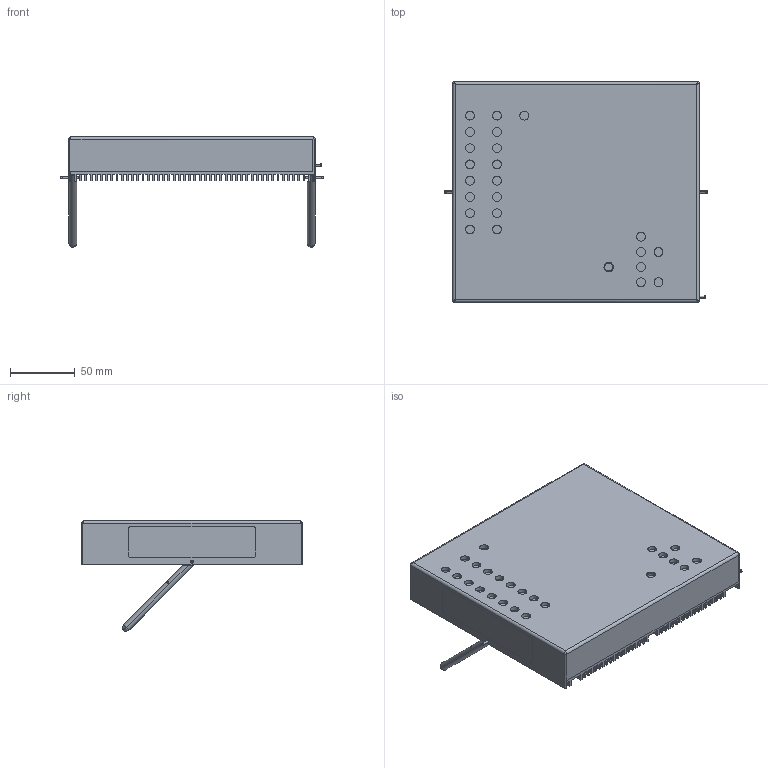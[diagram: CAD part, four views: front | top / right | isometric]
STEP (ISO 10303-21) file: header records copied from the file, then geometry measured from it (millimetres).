
FILE_DESCRIPTION (( 'STEP AP214' ), '1' );
FILE_NAME ('VenusLite×°ÅäÌåv7.STEP', '2025-07-08T13:26:16', ( '' ), ( '' ), 'SwSTEP 2.0', 'SolidWorks 2024', '' );
FILE_SCHEMA (( 'AUTOMOTIVE_DESIGN' ));
Length unit declared in the file: millimetre
Products named in the file (8): 支撑杆+三角扣; 销钉; 前盖v4; M3接地桩; 后盖v6（+散热结构，LT芯片根据实际偏移）; VenusLite装配体v7; M3x10沉头螺丝; 支撑杆
Assembly tree (16 placements, depth 3):
  VenusLite装配体v7
    前盖v4
    后盖v6（+散热结构，LT芯片根据实际偏移）
    M3x10沉头螺丝  x8
    M3接地桩
    支撑杆+三角扣  x2
      支撑杆
    销钉  x2
Bounding box: 202.92 x 170 x 85.14 mm (x, y, z)
Volume: 351340 mm3; surface area: 275642.3 mm2
Topology: 15 solids, 15 shells, 941 faces, 2396 edges, 1556 vertices
Faces by surface type: plane 613, cylinder 274, cone 42, bspline 4, torus 4, sphere 4
Entity records: 24596 total; most frequent: CARTESIAN_POINT 4541, ORIENTED_EDGE 4086, DIRECTION 4027, EDGE_CURVE 2043, VECTOR 1589, LINE 1589, VERTEX_POINT 1345, AXIS2_PLACEMENT_3D 1219
